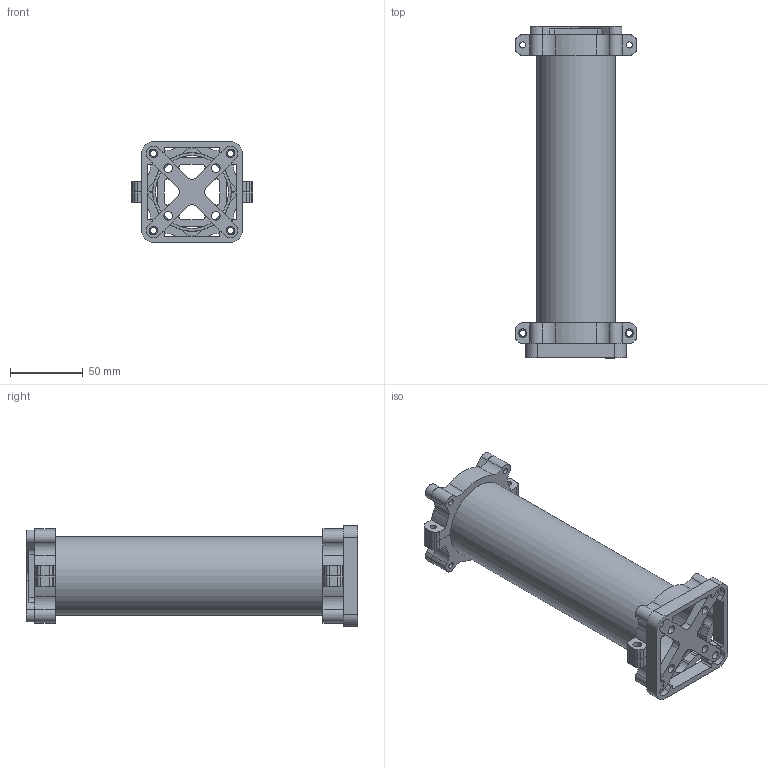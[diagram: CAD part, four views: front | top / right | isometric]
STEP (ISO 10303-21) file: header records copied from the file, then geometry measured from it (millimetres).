
FILE_DESCRIPTION(/* description */ (''),/* implementation_level */ '2;1');
FILE_NAME(/* name */ 'Mold - V2.step',/* time_stamp */ '2024-07-17T20:51:12+02:00',/* author */ (''),/* organization */ (''),/* preprocessor_version */ 'ST-DEVELOPER v20',/* originating_system */ 'Autodesk Translation Framework v13.14.0.145',/* authorisation */ '');
FILE_SCHEMA (('AUTOMOTIVE_DESIGN { 1 0 10303 214 3 1 1 }'));
Length unit declared in the file: millimetre
Products named in the file (8): Mold - V2; Intact Pipe; Pipe Clamp Assembly; Assembly Cross; Pipe Clamp Assembly_1; Pipe Clamp 1; Pipe Clamp 2; Cross and Base
Assembly tree (9 placements, depth 3):
  Mold - V2
    Intact Pipe
    Pipe Clamp Assembly
      Pipe Clamp 1
      Pipe Clamp 2
    Assembly Cross
    Pipe Clamp Assembly_1
      Pipe Clamp 1
      Pipe Clamp 2
    Cross and Base
Bounding box: 83.25 x 228 x 69.03 mm (x, y, z)
Volume: 136487.6 mm3; surface area: 108087.3 mm2
Topology: 7 solids, 7 shells, 353 faces, 1038 edges, 692 vertices
Faces by surface type: cylinder 226, plane 127
Full cylindrical faces by diameter (mm): 4.2 x12, 5.8 x20, 50 x1, 54 x1
Entity records: 8723 total; most frequent: DIRECTION 1570, CARTESIAN_POINT 1472, ORIENTED_EDGE 1452, EDGE_CURVE 726, AXIS2_PLACEMENT_3D 582, VERTEX_POINT 484, LINE 406, VECTOR 406
